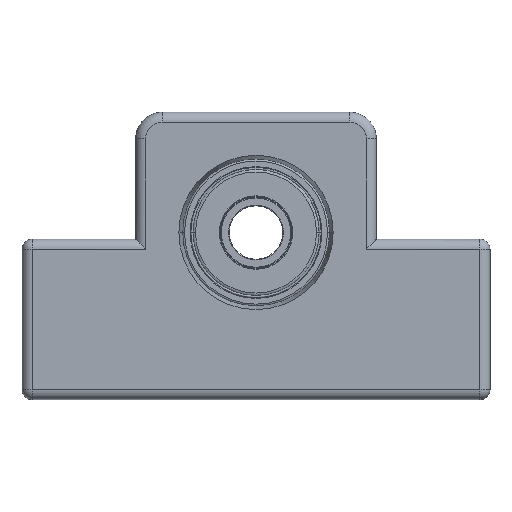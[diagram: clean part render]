
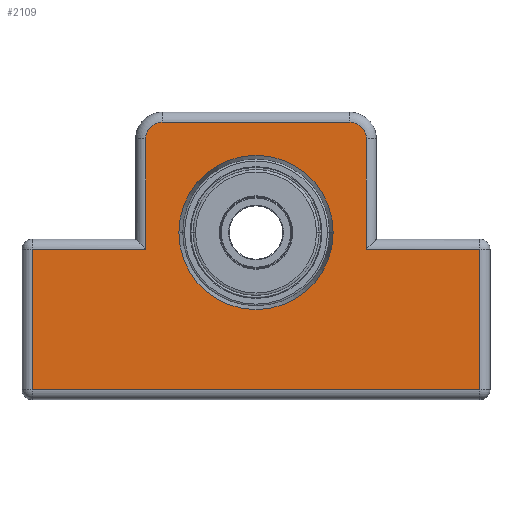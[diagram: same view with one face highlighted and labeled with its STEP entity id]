
A CAD part, top view. The second image highlights one B-rep face of the part: STEP entity #2109.
In plain terms, the highlighted planar face has unit normal (0, 0, 1).
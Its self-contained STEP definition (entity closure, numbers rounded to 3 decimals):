
#11 = EDGE_CURVE ( 'NONE', #476, #200, #983, .T. ) ;
#54 = EDGE_CURVE ( 'NONE', #3227, #476, #4638, .T. ) ;
#68 = DIRECTION ( 'NONE',  ( -1., 0., 0. ) ) ;
#83 = DIRECTION ( 'NONE',  ( 0., 0., -1. ) ) ;
#89 = EDGE_CURVE ( 'NONE', #200, #2505, #2468, .T. ) ;
#105 = CARTESIAN_POINT ( 'NONE',  ( 0., 3.5, 10. ) ) ;
#146 = CARTESIAN_POINT ( 'NONE',  ( 16.5, 0., 10. ) ) ;
#179 = DIRECTION ( 'NONE',  ( 0., 0., -1. ) ) ;
#200 = VERTEX_POINT ( 'NONE', #3800 ) ;
#249 = ORIENTED_EDGE ( 'NONE', *, *, #4352, .T. ) ;
#307 = DIRECTION ( 'NONE',  ( -1., 0., 0. ) ) ;
#393 = LINE ( 'NONE', #4465, #3134 ) ;
#402 = ORIENTED_EDGE ( 'NONE', *, *, #4554, .T. ) ;
#412 = CARTESIAN_POINT ( 'NONE',  ( -14., 20., 10. ) ) ;
#476 = VERTEX_POINT ( 'NONE', #2197 ) ;
#505 = VERTEX_POINT ( 'NONE', #1179 ) ;
#517 = VECTOR ( 'NONE', #2257, 1000. ) ;
#653 = CIRCLE ( 'NONE', #1785, 2.5 ) ;
#658 = DIRECTION ( 'NONE',  ( 0., 0., 1. ) ) ;
#746 = VERTEX_POINT ( 'NONE', #2885 ) ;
#859 = VERTEX_POINT ( 'NONE', #2692 ) ;
#943 = LINE ( 'NONE', #2888, #4831 ) ;
#981 = FACE_OUTER_BOUND ( 'NONE', #3026, .T. ) ;
#983 = LINE ( 'NONE', #2557, #3824 ) ;
#1013 = ORIENTED_EDGE ( 'NONE', *, *, #4046, .T. ) ;
#1017 = ORIENTED_EDGE ( 'NONE', *, *, #4453, .T. ) ;
#1118 = VECTOR ( 'NONE', #4219, 1000. ) ;
#1131 = EDGE_CURVE ( 'NONE', #859, #3928, #2873, .T. ) ;
#1179 = CARTESIAN_POINT ( 'NONE',  ( 14., 20., 10. ) ) ;
#1246 = LINE ( 'NONE', #146, #1118 ) ;
#1412 = CARTESIAN_POINT ( 'NONE',  ( -33.5, -20., 10. ) ) ;
#1454 = DIRECTION ( 'NONE',  ( 1., 0., 0. ) ) ;
#1508 = ORIENTED_EDGE ( 'NONE', *, *, #4111, .T. ) ;
#1682 = DIRECTION ( 'NONE',  ( 0., 0., -1. ) ) ;
#1751 = AXIS2_PLACEMENT_3D ( 'NONE', #2861, #658, #3247 ) ;
#1768 = EDGE_CURVE ( 'NONE', #2505, #746, #393, .T. ) ;
#1785 = AXIS2_PLACEMENT_3D ( 'NONE', #4359, #2100, #4762 ) ;
#2100 = DIRECTION ( 'NONE',  ( 0., 0., 1. ) ) ;
#2109 = ADVANCED_FACE ( 'NONE', ( #3822, #981 ), #2767, .F. ) ;
#2152 = VECTOR ( 'NONE', #3586, 1000. ) ;
#2167 = CARTESIAN_POINT ( 'NONE',  ( 33.5, 1., 10. ) ) ;
#2180 = DIRECTION ( 'NONE',  ( 0., -1., 0. ) ) ;
#2197 = CARTESIAN_POINT ( 'NONE',  ( -16.5, 1., 10. ) ) ;
#2206 = DIRECTION ( 'NONE',  ( -1., 0., 0. ) ) ;
#2257 = DIRECTION ( 'NONE',  ( 0., -1., 0. ) ) ;
#2270 = CARTESIAN_POINT ( 'NONE',  ( -33.5, 0., 10. ) ) ;
#2379 = CARTESIAN_POINT ( 'NONE',  ( 0., 3.5, 10. ) ) ;
#2432 = ORIENTED_EDGE ( 'NONE', *, *, #11, .T. ) ;
#2468 = LINE ( 'NONE', #2270, #517 ) ;
#2505 = VERTEX_POINT ( 'NONE', #1412 ) ;
#2557 = CARTESIAN_POINT ( 'NONE',  ( 0., 1., 10. ) ) ;
#2577 = CARTESIAN_POINT ( 'NONE',  ( -16.5, 0., 10. ) ) ;
#2692 = CARTESIAN_POINT ( 'NONE',  ( 11.536, 3.5, 10. ) ) ;
#2720 = AXIS2_PLACEMENT_3D ( 'NONE', #3154, #1682, #4300 ) ;
#2752 = ORIENTED_EDGE ( 'NONE', *, *, #54, .T. ) ;
#2756 = DIRECTION ( 'NONE',  ( -1., 0., 0. ) ) ;
#2767 = PLANE ( 'NONE',  #2720 ) ;
#2813 = ORIENTED_EDGE ( 'NONE', *, *, #4315, .T. ) ;
#2850 = AXIS2_PLACEMENT_3D ( 'NONE', #105, #83, #68 ) ;
#2854 = AXIS2_PLACEMENT_3D ( 'NONE', #2379, #179, #2756 ) ;
#2861 = CARTESIAN_POINT ( 'NONE',  ( -14., 17.5, 10. ) ) ;
#2873 = CIRCLE ( 'NONE', #2850, 11.536 ) ;
#2885 = CARTESIAN_POINT ( 'NONE',  ( 33.5, -20., 10. ) ) ;
#2888 = CARTESIAN_POINT ( 'NONE',  ( 0., 20., 10. ) ) ;
#2982 = CIRCLE ( 'NONE', #1751, 2.5 ) ;
#3026 = EDGE_LOOP ( 'NONE', ( #4079, #2752, #2432, #4150, #4736, #1013, #1508, #2813, #1017, #402 ) ) ;
#3134 = VECTOR ( 'NONE', #1454, 1000. ) ;
#3151 = LINE ( 'NONE', #4732, #2152 ) ;
#3154 = CARTESIAN_POINT ( 'NONE',  ( 0., 0., 10. ) ) ;
#3164 = VERTEX_POINT ( 'NONE', #3233 ) ;
#3227 = VERTEX_POINT ( 'NONE', #3633 ) ;
#3233 = CARTESIAN_POINT ( 'NONE',  ( 16.5, 1., 10. ) ) ;
#3247 = DIRECTION ( 'NONE',  ( -1., 0., 0. ) ) ;
#3275 = VERTEX_POINT ( 'NONE', #2167 ) ;
#3512 = LINE ( 'NONE', #4312, #4547 ) ;
#3574 = EDGE_CURVE ( 'NONE', #4730, #3227, #2982, .T. ) ;
#3586 = DIRECTION ( 'NONE',  ( -1., 0., 0. ) ) ;
#3593 = VECTOR ( 'NONE', #2180, 1000. ) ;
#3633 = CARTESIAN_POINT ( 'NONE',  ( -16.5, 17.5, 10. ) ) ;
#3800 = CARTESIAN_POINT ( 'NONE',  ( -33.5, 1., 10. ) ) ;
#3822 = FACE_BOUND ( 'NONE', #3901, .T. ) ;
#3824 = VECTOR ( 'NONE', #2206, 1000. ) ;
#3844 = CIRCLE ( 'NONE', #2854, 11.536 ) ;
#3896 = DIRECTION ( 'NONE',  ( 0., 1., 0. ) ) ;
#3901 = EDGE_LOOP ( 'NONE', ( #3982, #249 ) ) ;
#3928 = VERTEX_POINT ( 'NONE', #4226 ) ;
#3982 = ORIENTED_EDGE ( 'NONE', *, *, #1131, .T. ) ;
#4046 = EDGE_CURVE ( 'NONE', #746, #3275, #3512, .T. ) ;
#4079 = ORIENTED_EDGE ( 'NONE', *, *, #3574, .T. ) ;
#4111 = EDGE_CURVE ( 'NONE', #3275, #3164, #3151, .T. ) ;
#4150 = ORIENTED_EDGE ( 'NONE', *, *, #89, .T. ) ;
#4173 = CARTESIAN_POINT ( 'NONE',  ( 16.5, 17.5, 10. ) ) ;
#4175 = VERTEX_POINT ( 'NONE', #4173 ) ;
#4219 = DIRECTION ( 'NONE',  ( 0., 1., 0. ) ) ;
#4226 = CARTESIAN_POINT ( 'NONE',  ( -11.536, 3.5, 10. ) ) ;
#4300 = DIRECTION ( 'NONE',  ( -1., 0., 0. ) ) ;
#4312 = CARTESIAN_POINT ( 'NONE',  ( 33.5, 0., 10. ) ) ;
#4315 = EDGE_CURVE ( 'NONE', #3164, #4175, #1246, .T. ) ;
#4352 = EDGE_CURVE ( 'NONE', #3928, #859, #3844, .T. ) ;
#4359 = CARTESIAN_POINT ( 'NONE',  ( 14., 17.5, 10. ) ) ;
#4453 = EDGE_CURVE ( 'NONE', #4175, #505, #653, .T. ) ;
#4465 = CARTESIAN_POINT ( 'NONE',  ( 0., -20., 10. ) ) ;
#4547 = VECTOR ( 'NONE', #3896, 1000. ) ;
#4554 = EDGE_CURVE ( 'NONE', #505, #4730, #943, .T. ) ;
#4638 = LINE ( 'NONE', #2577, #3593 ) ;
#4730 = VERTEX_POINT ( 'NONE', #412 ) ;
#4732 = CARTESIAN_POINT ( 'NONE',  ( 0., 1., 10. ) ) ;
#4736 = ORIENTED_EDGE ( 'NONE', *, *, #1768, .T. ) ;
#4762 = DIRECTION ( 'NONE',  ( -1., 0., 0. ) ) ;
#4831 = VECTOR ( 'NONE', #307, 1000. ) ;
